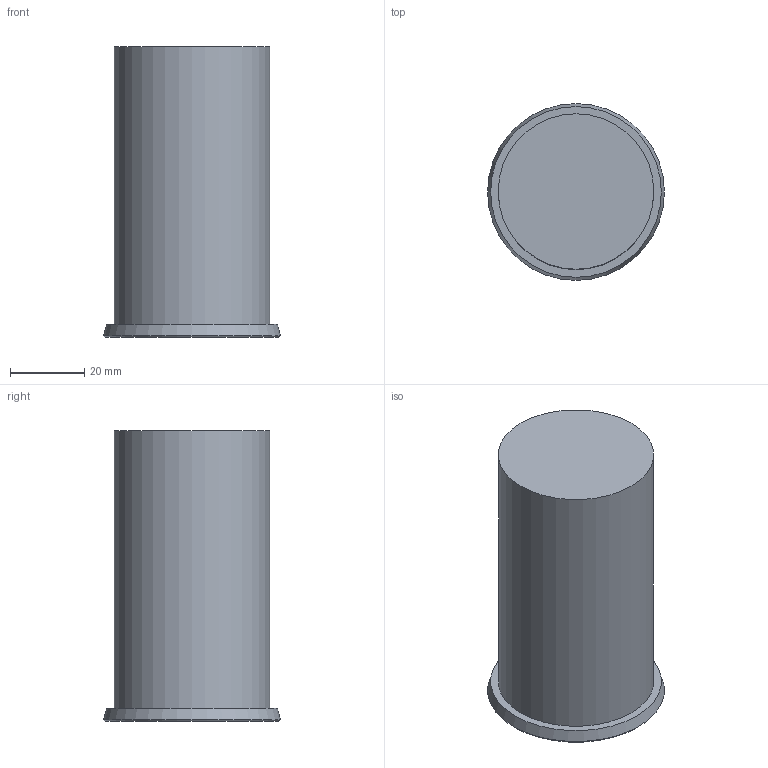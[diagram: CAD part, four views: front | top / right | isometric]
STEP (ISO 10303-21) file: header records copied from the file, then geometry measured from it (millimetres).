
FILE_DESCRIPTION((''),'1');
FILE_NAME('OCA42_d24-32.stp','2022-07-28T01:07:55',(''),(''),'Spatial Interop R21 SP3','Kubotek KeyCreator 2011 V10.0.2 (22737)',' ');
FILE_SCHEMA(('automotive_design'));
Length unit declared in the file: millimetre
Products named in the file (1): Unnamed[1]
Bounding box: 47.74 x 47.74 x 78.5 mm (x, y, z)
Volume: 109979.3 mm3; surface area: 13853 mm2
Topology: 1 solids, 1 shells, 6 faces, 8 edges, 5 vertices
Faces by surface type: plane 3, cone 2, cylinder 1
Full cylindrical faces by diameter (mm): 42 x1
Entity records: 239 total; most frequent: DIRECTION 24, PRESENTATION_STYLE_ASSIGNMENT 19, COLOUR_RGB 19, CARTESIAN_POINT 17, STYLED_ITEM 12, AXIS2_PLACEMENT_3D 12, CURVE_STYLE 12, DRAUGHTING_PRE_DEFINED_CURVE_FONT 12
